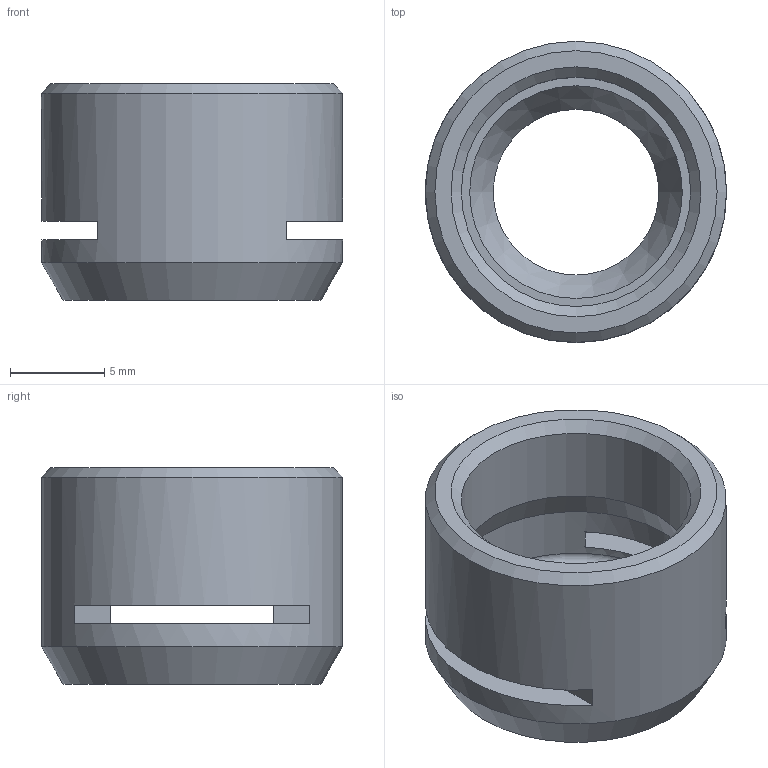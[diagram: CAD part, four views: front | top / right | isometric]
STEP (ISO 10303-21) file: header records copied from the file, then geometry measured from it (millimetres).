
FILE_DESCRIPTION(/* description */ (''),/* implementation_level */ '2;1');
FILE_NAME(/* name */ '321150000.stp',/* time_stamp */ '2022-09-23T11:19:38',/* author */ ('Ratnasingam Jekanthan'),/* organization */ ('REGO-FIX'),/* preprocessor_version */ ' Unknown',/* originating_system */ 'SIEMENS PLM Software Solid Edge ST10',/* authorization */ 'Unknown');
FILE_SCHEMA (('AUTOMOTIVE_DESIGN { 1 0 10303 214 2 1 1}'));
Length unit declared in the file: millimetre
Products named in the file (1): NOCUT
Bounding box: 16 x 16 x 11.5 mm (x, y, z)
Volume: 887.9 mm3; surface area: 1233.3 mm2
Topology: 1 solids, 1 shells, 22 faces, 56 edges, 35 vertices
Faces by surface type: plane 11, cone 6, cylinder 4, torus 1
Full cylindrical faces by diameter (mm): 8.8 x1, 12.188 x1, 13.2 x1, 16 x1
Entity records: 760 total; most frequent: DIRECTION 112, CARTESIAN_POINT 94, ORIENTED_EDGE 76, AXIS2_PLACEMENT_3D 48, EDGE_LOOP 40, FACE_BOUND 40, EDGE_CURVE 38, VERTEX_POINT 30
